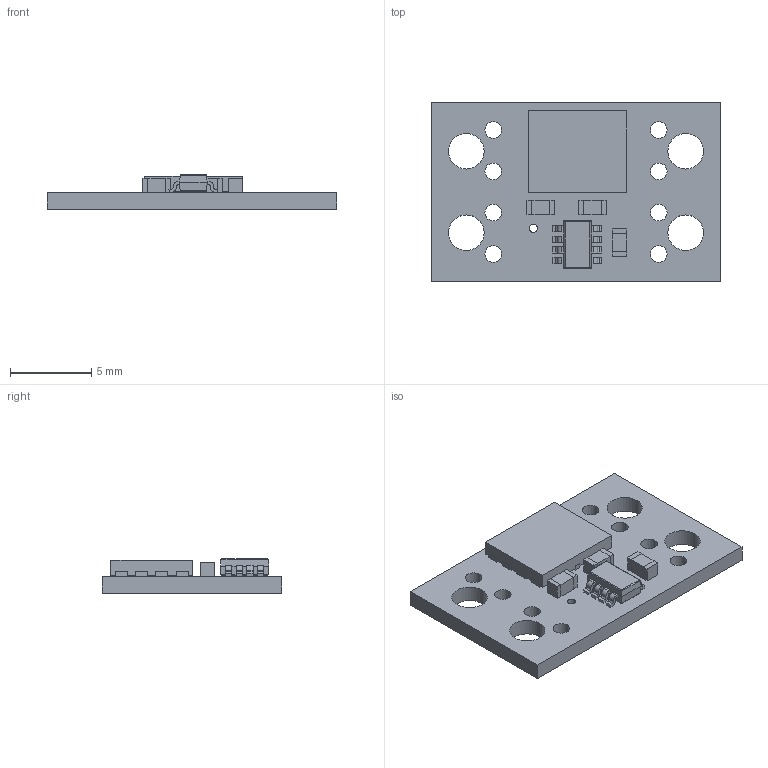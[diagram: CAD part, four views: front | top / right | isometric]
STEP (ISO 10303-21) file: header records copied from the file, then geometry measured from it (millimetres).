
FILE_DESCRIPTION (( 'STEP AP214' ), '1' );
FILE_NAME ('rvp03b-for-step.STEP', '2026-01-09T21:39:40', ( '' ), ( '' ), 'SwSTEP 2.0', 'SolidWorks 2026', '' );
FILE_SCHEMA (( 'AUTOMOTIVE_DESIGN' ));
Length unit declared in the file: millimetre
Products named in the file (1): rvp03b-for-step
Bounding box: 17.78 x 11.05 x 2.12 mm (x, y, z)
Volume: 216.2 mm3; surface area: 546.6 mm2
Topology: 1 solids, 1 shells, 637 faces, 1776 edges, 1176 vertices
Faces by surface type: plane 393, bspline 178, cylinder 66
Entity records: 33576 total; most frequent: CARTESIAN_POINT 11558, ORIENTED_EDGE 3552, DIRECTION 2430, EDGE_CURVE 1776, LINE 1278, VECTOR 1278, VERTEX_POINT 1176, EDGE_LOOP 720
